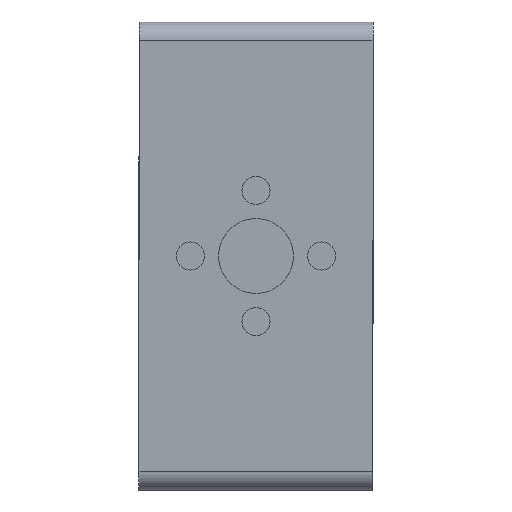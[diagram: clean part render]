
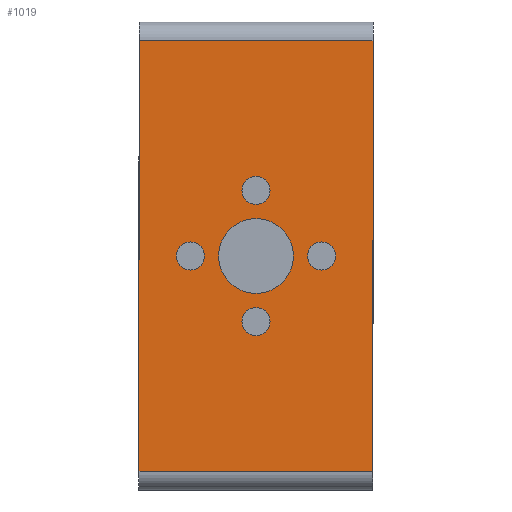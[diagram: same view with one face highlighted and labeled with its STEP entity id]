
A CAD part, front view. The second image highlights one B-rep face of the part: STEP entity #1019.
In plain terms, the highlighted planar face has unit normal (0, -1, 0).
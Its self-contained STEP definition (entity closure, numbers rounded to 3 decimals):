
#14 = PLANE ( 'NONE',  #281 ) ;
#18 = DIRECTION ( 'NONE',  ( 0., 0., 1. ) ) ;
#22 = AXIS2_PLACEMENT_3D ( 'NONE', #1074, #758, #18 ) ;
#31 = EDGE_CURVE ( 'NONE', #482, #531, #49, .T. ) ;
#41 = EDGE_CURVE ( 'NONE', #531, #482, #953, .T. ) ;
#43 = DIRECTION ( 'NONE',  ( -1., 0., 0. ) ) ;
#49 = CIRCLE ( 'NONE', #1001, 1.5 ) ;
#53 = EDGE_CURVE ( 'NONE', #304, #560, #283, .T. ) ;
#57 = CARTESIAN_POINT ( 'NONE',  ( 0., 0., 48. ) ) ;
#67 = CARTESIAN_POINT ( 'NONE',  ( 12.5, 0., 33.5 ) ) ;
#68 = CARTESIAN_POINT ( 'NONE',  ( 12.5, 0., 21. ) ) ;
#92 = VECTOR ( 'NONE', #566, 1000. ) ;
#93 = DIRECTION ( 'NONE',  ( 0., 0., -1. ) ) ;
#105 = VECTOR ( 'NONE', #43, 1000. ) ;
#112 = VERTEX_POINT ( 'NONE', #437 ) ;
#128 = CARTESIAN_POINT ( 'NONE',  ( 12.5, 0., 32. ) ) ;
#138 = CARTESIAN_POINT ( 'NONE',  ( 12.5, 0., 18. ) ) ;
#146 = CARTESIAN_POINT ( 'NONE',  ( 12.5, 0., 30.5 ) ) ;
#160 = VERTEX_POINT ( 'NONE', #1291 ) ;
#163 = EDGE_CURVE ( 'NONE', #373, #112, #1175, .T. ) ;
#165 = CARTESIAN_POINT ( 'NONE',  ( 0., 0., 48. ) ) ;
#166 = ORIENTED_EDGE ( 'NONE', *, *, #402, .F. ) ;
#168 = CARTESIAN_POINT ( 'NONE',  ( 25., 0., 2. ) ) ;
#193 = VERTEX_POINT ( 'NONE', #68 ) ;
#200 = EDGE_CURVE ( 'NONE', #1198, #952, #592, .T. ) ;
#247 = EDGE_CURVE ( 'NONE', #193, #359, #445, .T. ) ;
#257 = DIRECTION ( 'NONE',  ( 0., -1., 0. ) ) ;
#280 = CARTESIAN_POINT ( 'NONE',  ( 25., 0., 48. ) ) ;
#281 = AXIS2_PLACEMENT_3D ( 'NONE', #733, #642, #550 ) ;
#283 = CIRCLE ( 'NONE', #22, 1.5 ) ;
#304 = VERTEX_POINT ( 'NONE', #146 ) ;
#313 = VERTEX_POINT ( 'NONE', #165 ) ;
#314 = FACE_BOUND ( 'NONE', #605, .T. ) ;
#317 = AXIS2_PLACEMENT_3D ( 'NONE', #1210, #690, #1107 ) ;
#319 = CARTESIAN_POINT ( 'NONE',  ( 0., 0., 0. ) ) ;
#320 = FACE_BOUND ( 'NONE', #1268, .T. ) ;
#323 = ORIENTED_EDGE ( 'NONE', *, *, #53, .F. ) ;
#325 = EDGE_CURVE ( 'NONE', #1198, #1274, #904, .T. ) ;
#334 = ORIENTED_EDGE ( 'NONE', *, *, #41, .F. ) ;
#359 = VERTEX_POINT ( 'NONE', #479 ) ;
#368 = ORIENTED_EDGE ( 'NONE', *, *, #163, .F. ) ;
#373 = VERTEX_POINT ( 'NONE', #1201 ) ;
#387 = DIRECTION ( 'NONE',  ( 0., 0., 1. ) ) ;
#390 = DIRECTION ( 'NONE',  ( 0., 0., 1. ) ) ;
#392 = EDGE_CURVE ( 'NONE', #560, #304, #913, .T. ) ;
#402 = EDGE_CURVE ( 'NONE', #359, #193, #1134, .T. ) ;
#418 = DIRECTION ( 'NONE',  ( 0., -1., 0. ) ) ;
#422 = EDGE_LOOP ( 'NONE', ( #946, #1096, #662, #938 ) ) ;
#437 = CARTESIAN_POINT ( 'NONE',  ( 19.5, 0., 23.5 ) ) ;
#445 = CIRCLE ( 'NONE', #838, 4. ) ;
#462 = DIRECTION ( 'NONE',  ( 0., 0., 1. ) ) ;
#463 = DIRECTION ( 'NONE',  ( 0., -1., 0. ) ) ;
#464 = DIRECTION ( 'NONE',  ( 0., -1., 0. ) ) ;
#479 = CARTESIAN_POINT ( 'NONE',  ( 12.5, 0., 29. ) ) ;
#482 = VERTEX_POINT ( 'NONE', #606 ) ;
#489 = DIRECTION ( 'NONE',  ( 0., 0., 1. ) ) ;
#502 = AXIS2_PLACEMENT_3D ( 'NONE', #772, #463, #672 ) ;
#531 = VERTEX_POINT ( 'NONE', #1232 ) ;
#534 = FACE_BOUND ( 'NONE', #1038, .T. ) ;
#538 = AXIS2_PLACEMENT_3D ( 'NONE', #870, #896, #387 ) ;
#550 = DIRECTION ( 'NONE',  ( 0., 0., 1. ) ) ;
#560 = VERTEX_POINT ( 'NONE', #67 ) ;
#566 = DIRECTION ( 'NONE',  ( 1., 0., 0. ) ) ;
#575 = EDGE_LOOP ( 'NONE', ( #973, #334 ) ) ;
#592 = LINE ( 'NONE', #1324, #105 ) ;
#605 = EDGE_LOOP ( 'NONE', ( #1353, #1223 ) ) ;
#606 = CARTESIAN_POINT ( 'NONE',  ( 12.5, 0., 19.5 ) ) ;
#610 = CIRCLE ( 'NONE', #948, 1.5 ) ;
#612 = AXIS2_PLACEMENT_3D ( 'NONE', #128, #803, #462 ) ;
#642 = DIRECTION ( 'NONE',  ( 0., 1., 0. ) ) ;
#643 = EDGE_CURVE ( 'NONE', #160, #762, #610, .T. ) ;
#657 = DIRECTION ( 'NONE',  ( 0., 0., 1. ) ) ;
#662 = ORIENTED_EDGE ( 'NONE', *, *, #200, .F. ) ;
#665 = CARTESIAN_POINT ( 'NONE',  ( 12.5, 0., 18. ) ) ;
#672 = DIRECTION ( 'NONE',  ( 0., 0., 1. ) ) ;
#690 = DIRECTION ( 'NONE',  ( 0., -1., 0. ) ) ;
#714 = EDGE_CURVE ( 'NONE', #762, #160, #972, .T. ) ;
#726 = CARTESIAN_POINT ( 'NONE',  ( 0., 0., 2. ) ) ;
#733 = CARTESIAN_POINT ( 'NONE',  ( 0., 0., 0. ) ) ;
#744 = FACE_BOUND ( 'NONE', #575, .T. ) ;
#758 = DIRECTION ( 'NONE',  ( 0., -1., 0. ) ) ;
#762 = VERTEX_POINT ( 'NONE', #1293 ) ;
#772 = CARTESIAN_POINT ( 'NONE',  ( 19.5, 0., 25. ) ) ;
#782 = AXIS2_PLACEMENT_3D ( 'NONE', #665, #967, #657 ) ;
#796 = DIRECTION ( 'NONE',  ( 0., 0., 1. ) ) ;
#803 = DIRECTION ( 'NONE',  ( 0., -1., 0. ) ) ;
#824 = AXIS2_PLACEMENT_3D ( 'NONE', #1251, #418, #390 ) ;
#838 = AXIS2_PLACEMENT_3D ( 'NONE', #889, #257, #796 ) ;
#858 = ORIENTED_EDGE ( 'NONE', *, *, #247, .F. ) ;
#870 = CARTESIAN_POINT ( 'NONE',  ( 12.5, 0., 25. ) ) ;
#879 = DIRECTION ( 'NONE',  ( 0., -1., 0. ) ) ;
#880 = DIRECTION ( 'NONE',  ( 0., 0., 1. ) ) ;
#889 = CARTESIAN_POINT ( 'NONE',  ( 12.5, 0., 25. ) ) ;
#895 = ORIENTED_EDGE ( 'NONE', *, *, #1286, .F. ) ;
#896 = DIRECTION ( 'NONE',  ( 0., -1., 0. ) ) ;
#904 = LINE ( 'NONE', #1115, #1200 ) ;
#913 = CIRCLE ( 'NONE', #612, 1.5 ) ;
#938 = ORIENTED_EDGE ( 'NONE', *, *, #325, .T. ) ;
#946 = ORIENTED_EDGE ( 'NONE', *, *, #1103, .F. ) ;
#948 = AXIS2_PLACEMENT_3D ( 'NONE', #994, #464, #880 ) ;
#952 = VERTEX_POINT ( 'NONE', #726 ) ;
#953 = CIRCLE ( 'NONE', #782, 1.5 ) ;
#964 = FACE_BOUND ( 'NONE', #1347, .T. ) ;
#967 = DIRECTION ( 'NONE',  ( 0., -1., 0. ) ) ;
#972 = CIRCLE ( 'NONE', #317, 1.5 ) ;
#973 = ORIENTED_EDGE ( 'NONE', *, *, #31, .F. ) ;
#994 = CARTESIAN_POINT ( 'NONE',  ( 5.5, 0., 25. ) ) ;
#1001 = AXIS2_PLACEMENT_3D ( 'NONE', #138, #879, #1275 ) ;
#1019 = ADVANCED_FACE ( 'NONE', ( #1042, #320, #964, #314, #534, #744 ), #14, .F. ) ;
#1030 = VECTOR ( 'NONE', #93, 1000. ) ;
#1038 = EDGE_LOOP ( 'NONE', ( #166, #858 ) ) ;
#1042 = FACE_OUTER_BOUND ( 'NONE', #422, .T. ) ;
#1074 = CARTESIAN_POINT ( 'NONE',  ( 12.5, 0., 32. ) ) ;
#1096 = ORIENTED_EDGE ( 'NONE', *, *, #1269, .T. ) ;
#1102 = LINE ( 'NONE', #57, #92 ) ;
#1103 = EDGE_CURVE ( 'NONE', #313, #1274, #1102, .T. ) ;
#1107 = DIRECTION ( 'NONE',  ( 0., 0., 1. ) ) ;
#1115 = CARTESIAN_POINT ( 'NONE',  ( 25., 0., 0. ) ) ;
#1128 = LINE ( 'NONE', #319, #1030 ) ;
#1134 = CIRCLE ( 'NONE', #538, 4. ) ;
#1175 = CIRCLE ( 'NONE', #502, 1.5 ) ;
#1198 = VERTEX_POINT ( 'NONE', #168 ) ;
#1200 = VECTOR ( 'NONE', #489, 1000. ) ;
#1201 = CARTESIAN_POINT ( 'NONE',  ( 19.5, 0., 26.5 ) ) ;
#1210 = CARTESIAN_POINT ( 'NONE',  ( 5.5, 0., 25. ) ) ;
#1223 = ORIENTED_EDGE ( 'NONE', *, *, #714, .F. ) ;
#1232 = CARTESIAN_POINT ( 'NONE',  ( 12.5, 0., 16.5 ) ) ;
#1249 = ORIENTED_EDGE ( 'NONE', *, *, #392, .F. ) ;
#1251 = CARTESIAN_POINT ( 'NONE',  ( 19.5, 0., 25. ) ) ;
#1268 = EDGE_LOOP ( 'NONE', ( #368, #895 ) ) ;
#1269 = EDGE_CURVE ( 'NONE', #313, #952, #1128, .T. ) ;
#1274 = VERTEX_POINT ( 'NONE', #280 ) ;
#1275 = DIRECTION ( 'NONE',  ( 0., 0., 1. ) ) ;
#1286 = EDGE_CURVE ( 'NONE', #112, #373, #1350, .T. ) ;
#1291 = CARTESIAN_POINT ( 'NONE',  ( 5.5, 0., 26.5 ) ) ;
#1293 = CARTESIAN_POINT ( 'NONE',  ( 5.5, 0., 23.5 ) ) ;
#1324 = CARTESIAN_POINT ( 'NONE',  ( 0., 0., 2. ) ) ;
#1347 = EDGE_LOOP ( 'NONE', ( #1249, #323 ) ) ;
#1350 = CIRCLE ( 'NONE', #824, 1.5 ) ;
#1353 = ORIENTED_EDGE ( 'NONE', *, *, #643, .F. ) ;
